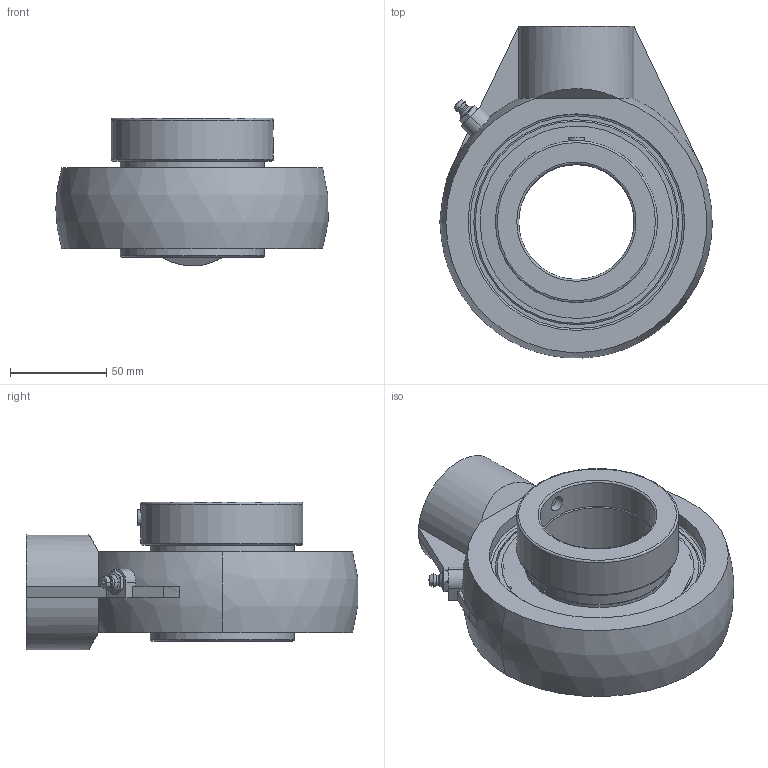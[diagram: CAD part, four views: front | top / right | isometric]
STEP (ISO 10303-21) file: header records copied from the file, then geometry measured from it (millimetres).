
FILE_DESCRIPTION(('HOOPS Exchange Step'),'2;1');
FILE_NAME('export-F9705098-93AC-4807-9741-0D809AA8DCFD.stp','2019-12-13T13:28:20-08:00',('ibuslach'),('Alibre'),'HOOPS Exchange 2019.2','Alibre','Unknown authorisation');
FILE_SCHEMA( ('AP242_MANAGED_MODEL_BASED_3D_ENGINEERING_MIM_LF {1 0 10303 442 1 1 4 }') );
Length unit declared in the file: centimetre
Products named in the file (8): MRN SHA 212; ZERK 6mm; SNC 212 SHIELD; SNC 212 COLLAR; SNC 212 RACES; SNC 211 SS; MRN SNC 212; MRN SNCHA 212
Assembly tree (8 placements, depth 3):
  MRN SNCHA 212
    MRN SHA 212
    ZERK 6mm
    MRN SNC 212
      SNC 212 SHIELD  x2
      SNC 212 COLLAR
      SNC 212 RACES
      SNC 211 SS
Bounding box: 141.63 x 172.57 x 76.77 mm (x, y, z)
Volume: 519812.8 mm3; surface area: 138371.6 mm2
Topology: 8 solids, 8 shells, 172 faces, 442 edges, 284 vertices
Faces by surface type: plane 60, cylinder 45, cone 32, torus 20, sphere 11, bspline 4
Full cylindrical faces by diameter (mm): 2.264 x2, 6 x2, 8.382 x3, 31.75 x1, 60 x2, 72.034 x2, 74.93 x2, 75.565 x2, 76.327 x2, 84.201 x1, 93.935 x2, 100.076 x2, 112.635 x1, 114.635 x1
Entity records: 8434 total; most frequent: CARTESIAN_POINT 4149, DIRECTION 936, ORIENTED_EDGE 828, EDGE_CURVE 414, AXIS2_PLACEMENT_3D 402, VERTEX_POINT 270, CIRCLE 215, EDGE_LOOP 190
